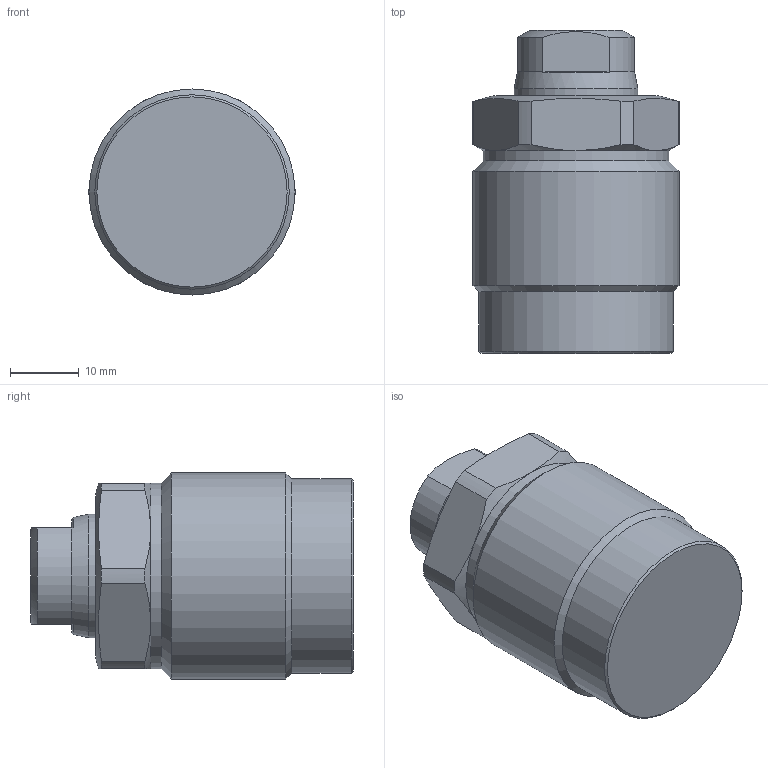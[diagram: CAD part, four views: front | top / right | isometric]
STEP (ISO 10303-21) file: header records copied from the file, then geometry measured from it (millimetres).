
FILE_DESCRIPTION(/* description */ ('Unknown'),/* implementation_level */ '2;1');
FILE_NAME(/* name */ 'SP30-8',/* time_stamp */ '2023-06-01T09:37:01+05:00',/* author */ ('Unknown'),/* organization */ ('Unknown'),/* preprocessor_version */ 'ST-DEVELOPER v16.7',/* originating_system */ 'DEX',/* authorisation */ $);
FILE_SCHEMA (('AUTOMOTIVE_DESIGN {1 0 10303 214 3 1 1}'));
Length unit declared in the file: millimetre
Products named in the file (4): SP30-8; SP30-8_ASM_10_ASM_1_ASM_1_ASM_0; SP30-8-BODY_3_1_2_0; SP30-8-PISTON_3_4_2_0
Assembly tree (3 placements, depth 3):
  SP30-8
    SP30-8_ASM_10_ASM_1_ASM_1_ASM_0
      SP30-8-BODY_3_1_2_0
      SP30-8-PISTON_3_4_2_0
Bounding box: 30 x 47 x 30 mm (x, y, z)
Volume: 26348.9 mm3; surface area: 6860.5 mm2
Topology: 2 solids, 2 shells, 48 faces, 120 edges, 78 vertices
Faces by surface type: plane 16, cone 16, cylinder 15, torus 1
Full cylindrical faces by diameter (mm): 6.8 x1, 9 x1, 18 x2, 27 x1, 28.3 x1, 30 x1
Entity records: 1613 total; most frequent: CARTESIAN_POINT 350, DIRECTION 210, ORIENTED_EDGE 180, AXIS2_PLACEMENT_3D 96, EDGE_CURVE 90, EDGE_LOOP 66, FACE_BOUND 66, VERTEX_POINT 64
